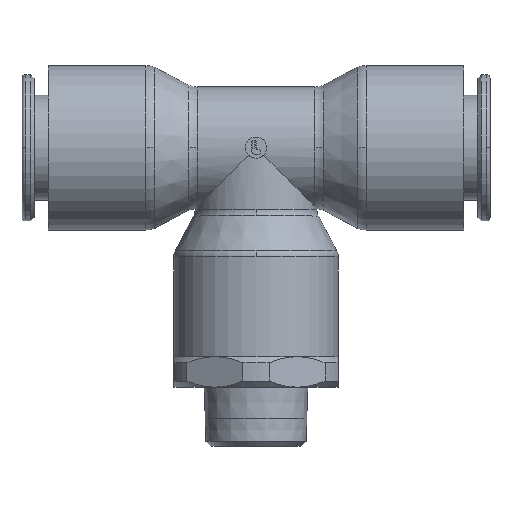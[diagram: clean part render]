
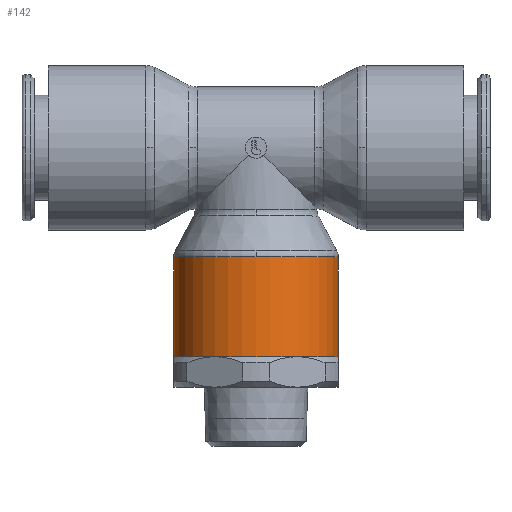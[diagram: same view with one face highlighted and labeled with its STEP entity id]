
A CAD part, top view. The second image highlights one B-rep face of the part: STEP entity #142.
In plain terms, the highlighted cylindrical face has radius 13.5 mm (diameter 27 mm), a partial arc.
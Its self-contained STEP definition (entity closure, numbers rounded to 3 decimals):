
#142=ADVANCED_FACE('',(#366),#367,.T.);
#366=FACE_OUTER_BOUND('',#618,.T.);
#367=CYLINDRICAL_SURFACE('',#619,13.5);
#618=EDGE_LOOP('',(#1441,#1442,#1443,#1444,#1445,#1446,#1447));
#619=AXIS2_PLACEMENT_3D('',#1448,#1449,#1450);
#1441=ORIENTED_EDGE('',*,*,#1703,.T.);
#1442=ORIENTED_EDGE('',*,*,#1852,.F.);
#1443=ORIENTED_EDGE('',*,*,#1856,.F.);
#1444=ORIENTED_EDGE('',*,*,#1860,.F.);
#1445=ORIENTED_EDGE('',*,*,#1706,.T.);
#1446=ORIENTED_EDGE('',*,*,#1910,.T.);
#1447=ORIENTED_EDGE('',*,*,#1714,.T.);
#1448=CARTESIAN_POINT('',(0.,-26.1,0.));
#1449=DIRECTION('',(0.,-1.0,0.));
#1450=DIRECTION('',(-1.0,0.,0.));
#1703=EDGE_CURVE('',#2067,#2068,#2069,.T.);
#1706=EDGE_CURVE('',#2074,#2072,#2075,.T.);
#1714=EDGE_CURVE('',#2082,#2067,#2089,.T.);
#1852=EDGE_CURVE('',#2317,#2068,#2319,.T.);
#1856=EDGE_CURVE('',#2324,#2317,#2326,.T.);
#1860=EDGE_CURVE('',#2074,#2324,#2332,.T.);
#1910=EDGE_CURVE('',#2072,#2082,#2405,.T.);
#2067=VERTEX_POINT('',#2584);
#2068=VERTEX_POINT('',#2585);
#2069=LINE('',#2586,#2587);
#2072=VERTEX_POINT('',#2590);
#2074=VERTEX_POINT('',#2592);
#2075=LINE('',#2593,#2594);
#2082=VERTEX_POINT('',#2601);
#2089=CIRCLE('',#2608,13.5);
#2317=VERTEX_POINT('',#3075);
#2319=CIRCLE('',#3088,13.5);
#2324=VERTEX_POINT('',#3104);
#2326=CIRCLE('',#3117,13.5);
#2332=CIRCLE('',#3145,13.5);
#2405=CIRCLE('',#3439,13.5);
#2584=CARTESIAN_POINT('',(-13.5,-17.9,0.));
#2585=CARTESIAN_POINT('',(-13.5,-34.3,0.));
#2586=CARTESIAN_POINT('',(-13.5,-26.1,0.));
#2587=VECTOR('',#3640,1.0);
#2590=CARTESIAN_POINT('',(13.5,-17.9,0.));
#2592=CARTESIAN_POINT('',(13.5,-34.3,0.));
#2593=CARTESIAN_POINT('',(13.5,-26.1,0.));
#2594=VECTOR('',#3647,1.0);
#2601=CARTESIAN_POINT('',(0.,-17.9,13.5));
#2608=AXIS2_PLACEMENT_3D('',#3669,#3670,#3671);
#3075=CARTESIAN_POINT('',(-6.75,-34.3,11.691));
#3088=AXIS2_PLACEMENT_3D('',#3919,#3920,#3921);
#3104=CARTESIAN_POINT('',(6.75,-34.3,11.691));
#3117=AXIS2_PLACEMENT_3D('',#3925,#3926,#3927);
#3145=AXIS2_PLACEMENT_3D('',#3931,#3932,#3933);
#3439=AXIS2_PLACEMENT_3D('',#4000,#4001,#4002);
#3640=DIRECTION('',(0.,-1.0,0.));
#3647=DIRECTION('',(0.,1.0,0.));
#3669=CARTESIAN_POINT('',(0.,-17.9,0.));
#3670=DIRECTION('',(0.,-1.0,0.));
#3671=DIRECTION('',(-1.0,0.,0.));
#3919=CARTESIAN_POINT('',(0.,-34.3,0.));
#3920=DIRECTION('',(0.,-1.0,0.));
#3921=DIRECTION('',(-1.0,0.,0.));
#3925=CARTESIAN_POINT('',(0.,-34.3,0.));
#3926=DIRECTION('',(0.,-1.0,0.));
#3927=DIRECTION('',(-1.0,0.,0.));
#3931=CARTESIAN_POINT('',(0.,-34.3,0.));
#3932=DIRECTION('',(0.,-1.0,0.));
#3933=DIRECTION('',(-1.0,0.,0.));
#4000=CARTESIAN_POINT('',(0.,-17.9,0.));
#4001=DIRECTION('',(0.,-1.0,0.));
#4002=DIRECTION('',(-1.0,0.,0.));
